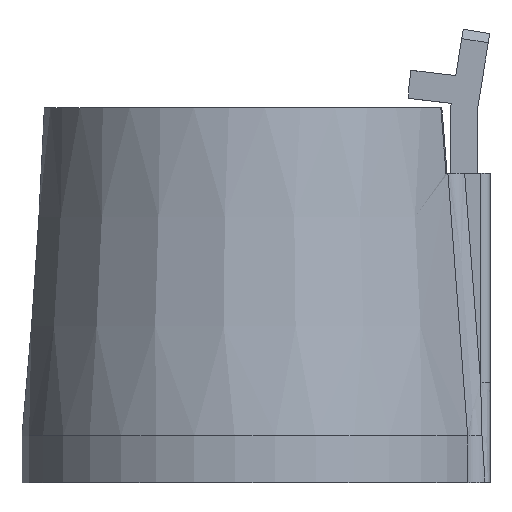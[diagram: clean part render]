
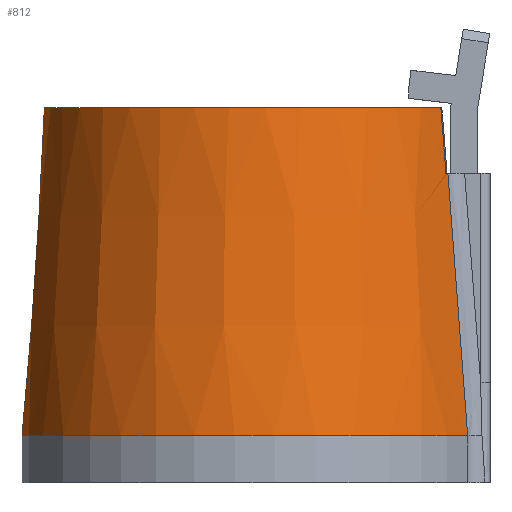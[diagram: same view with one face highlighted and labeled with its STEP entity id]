
A CAD part, left-side view. The second image highlights one B-rep face of the part: STEP entity #812.
In plain terms, the highlighted conical face has half-angle 3.923 degrees and reference radius 23.8 mm.
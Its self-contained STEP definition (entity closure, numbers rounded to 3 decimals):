
#23=CIRCLE('',#878,23.08);
#24=CIRCLE('',#879,25.);
#25=CIRCLE('',#880,23.08);
#26=CIRCLE('',#881,22.6);
#39=CONICAL_SURFACE('',#877,23.8,0.068);
#42=B_SPLINE_CURVE_WITH_KNOTS('',3,(#1287,#1288,#1289,#1290),
 .UNSPECIFIED.,.F.,.F.,(4,4),(-0.803,-0.101),
 .UNSPECIFIED.);
#45=B_SPLINE_CURVE_WITH_KNOTS('',3,(#1352,#1353,#1354,#1355),
 .UNSPECIFIED.,.F.,.F.,(4,4),(-3.697,-0.889),
 .UNSPECIFIED.);
#46=B_SPLINE_CURVE_WITH_KNOTS('',3,(#1359,#1360,#1361,#1362),
 .UNSPECIFIED.,.F.,.F.,(4,4),(-3.51,-0.702),
 .UNSPECIFIED.);
#47=B_SPLINE_CURVE_WITH_KNOTS('',3,(#1366,#1367,#1368,#1369),
 .UNSPECIFIED.,.F.,.F.,(4,4),(-3.604,-2.902),
 .UNSPECIFIED.);
#111=FACE_OUTER_BOUND('',#156,.T.);
#156=EDGE_LOOP('',(#613,#614,#615,#616,#617,#618,#619,#620));
#354=VERTEX_POINT('',#1229);
#356=VERTEX_POINT('',#1286);
#358=VERTEX_POINT('',#1349);
#359=VERTEX_POINT('',#1351);
#360=VERTEX_POINT('',#1356);
#361=VERTEX_POINT('',#1358);
#362=VERTEX_POINT('',#1363);
#363=VERTEX_POINT('',#1365);
#448=EDGE_CURVE('',#354,#356,#42,.T.);
#451=EDGE_CURVE('',#358,#354,#23,.T.);
#452=EDGE_CURVE('',#359,#358,#45,.T.);
#453=EDGE_CURVE('',#360,#359,#24,.T.);
#454=EDGE_CURVE('',#361,#360,#46,.T.);
#455=EDGE_CURVE('',#362,#361,#25,.T.);
#456=EDGE_CURVE('',#363,#362,#47,.T.);
#457=EDGE_CURVE('',#363,#356,#26,.T.);
#613=ORIENTED_EDGE('',*,*,#448,.F.);
#614=ORIENTED_EDGE('',*,*,#451,.F.);
#615=ORIENTED_EDGE('',*,*,#452,.F.);
#616=ORIENTED_EDGE('',*,*,#453,.F.);
#617=ORIENTED_EDGE('',*,*,#454,.F.);
#618=ORIENTED_EDGE('',*,*,#455,.F.);
#619=ORIENTED_EDGE('',*,*,#456,.F.);
#620=ORIENTED_EDGE('',*,*,#457,.T.);
#812=ADVANCED_FACE('',(#111),#39,.T.);
#877=AXIS2_PLACEMENT_3D('',#1348,#1002,#1003);
#878=AXIS2_PLACEMENT_3D('',#1350,#1004,#1005);
#879=AXIS2_PLACEMENT_3D('',#1357,#1006,#1007);
#880=AXIS2_PLACEMENT_3D('',#1364,#1008,#1009);
#881=AXIS2_PLACEMENT_3D('',#1370,#1010,#1011);
#1002=DIRECTION('center_axis',(0.,0.,-1.));
#1003=DIRECTION('ref_axis',(0.,1.,0.));
#1004=DIRECTION('center_axis',(0.,0.,1.));
#1005=DIRECTION('ref_axis',(-1.,0.,0.));
#1006=DIRECTION('center_axis',(0.,0.,-1.));
#1007=DIRECTION('ref_axis',(1.,0.,0.));
#1008=DIRECTION('center_axis',(0.,0.,1.));
#1009=DIRECTION('ref_axis',(-1.,0.,0.));
#1010=DIRECTION('center_axis',(0.,0.,-1.));
#1011=DIRECTION('ref_axis',(1.,0.,0.));
#1229=CARTESIAN_POINT('',(10.974,-20.304,28.));
#1286=CARTESIAN_POINT('',(10.985,-19.751,35.));
#1287=CARTESIAN_POINT('Ctrl Pts',(10.974,-20.304,28.));
#1288=CARTESIAN_POINT('Ctrl Pts',(10.978,-20.12,30.333));
#1289=CARTESIAN_POINT('Ctrl Pts',(10.981,-19.936,32.667));
#1290=CARTESIAN_POINT('Ctrl Pts',(10.985,-19.751,35.));
#1348=CARTESIAN_POINT('Origin',(0.,0.,17.5));
#1349=CARTESIAN_POINT('',(10.585,-20.51,28.));
#1350=CARTESIAN_POINT('Origin',(0.,0.,28.));
#1351=CARTESIAN_POINT('',(10.65,-22.618,0.));
#1352=CARTESIAN_POINT('Ctrl Pts',(10.65,-22.618,0.));
#1353=CARTESIAN_POINT('Ctrl Pts',(10.63,-21.92,9.334));
#1354=CARTESIAN_POINT('Ctrl Pts',(10.608,-21.218,18.667));
#1355=CARTESIAN_POINT('Ctrl Pts',(10.585,-20.51,28.));
#1356=CARTESIAN_POINT('',(-10.65,-22.618,0.));
#1357=CARTESIAN_POINT('Origin',(0.,0.,0.));
#1358=CARTESIAN_POINT('',(-10.585,-20.51,28.));
#1359=CARTESIAN_POINT('Ctrl Pts',(-10.585,-20.51,28.));
#1360=CARTESIAN_POINT('Ctrl Pts',(-10.608,-21.218,18.667));
#1361=CARTESIAN_POINT('Ctrl Pts',(-10.63,-21.92,9.334));
#1362=CARTESIAN_POINT('Ctrl Pts',(-10.65,-22.618,0.));
#1363=CARTESIAN_POINT('',(-10.974,-20.304,28.));
#1364=CARTESIAN_POINT('Origin',(0.,0.,28.));
#1365=CARTESIAN_POINT('',(-10.985,-19.751,35.));
#1366=CARTESIAN_POINT('Ctrl Pts',(-10.985,-19.751,35.));
#1367=CARTESIAN_POINT('Ctrl Pts',(-10.981,-19.936,32.667));
#1368=CARTESIAN_POINT('Ctrl Pts',(-10.978,-20.12,30.333));
#1369=CARTESIAN_POINT('Ctrl Pts',(-10.974,-20.304,28.));
#1370=CARTESIAN_POINT('Origin',(0.,0.,35.));
